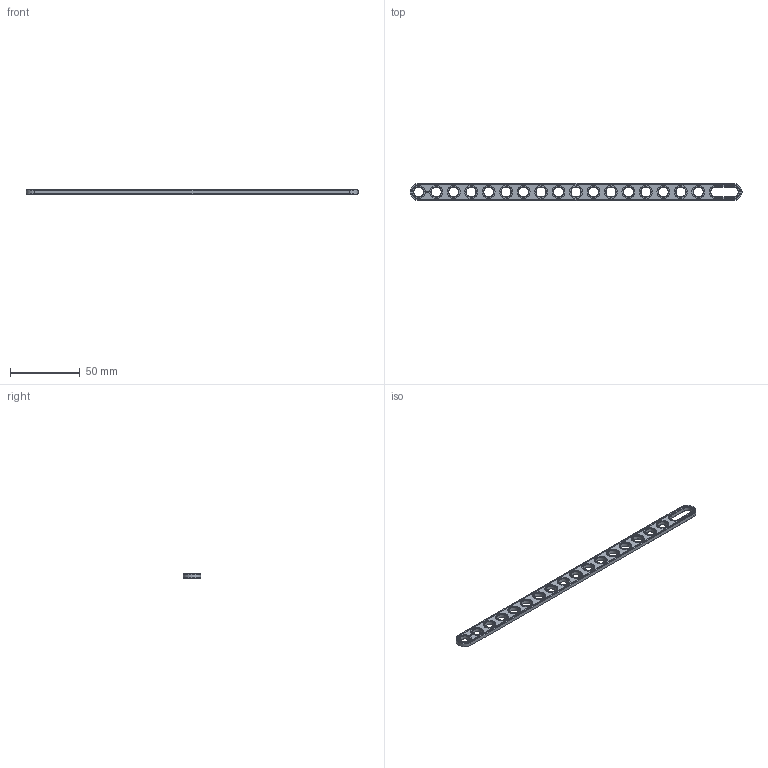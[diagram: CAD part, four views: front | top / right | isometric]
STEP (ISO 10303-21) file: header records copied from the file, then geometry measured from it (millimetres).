
FILE_DESCRIPTION(('FreeCAD Model'),'2;1');
FILE_NAME('Open CASCADE Shape Model','2021-02-26T22:10:22',( 'Paulo Kiefe'),('STEMFIE.org'),'Open CASCADE STEP processor 7.4', 'FreeCAD','Unknown');
FILE_SCHEMA(('AUTOMOTIVE_DESIGN { 1 0 10303 214 1 1 1 1 }'));
Length unit declared in the file: millimetre
Products named in the file (1): Brace_STR_SLT_SE_ERR_-_BU19x01x00.25x02_SPN-BRC-0258_(stemfie.org)
Bounding box: 237.5 x 12.5 x 3.12 mm (x, y, z)
Volume: 6433.6 mm3; surface area: 7044.7 mm2
Topology: 1 solids, 1 shells, 647 faces, 1743 edges, 1151 vertices
Faces by surface type: plane 347, extrusion 216, cone 42, cylinder 42
Full cylindrical faces by diameter (mm): 7 x17, 9.2 x17
Entity records: 44660 total; most frequent: CARTESIAN_POINT 11312, DIRECTION 5321, VECTOR 4121, LINE 3905, ORIENTED_EDGE 3486, PCURVE 3486, DEFINITIONAL_REPRESENTATION 3486, EDGE_CURVE 1743
